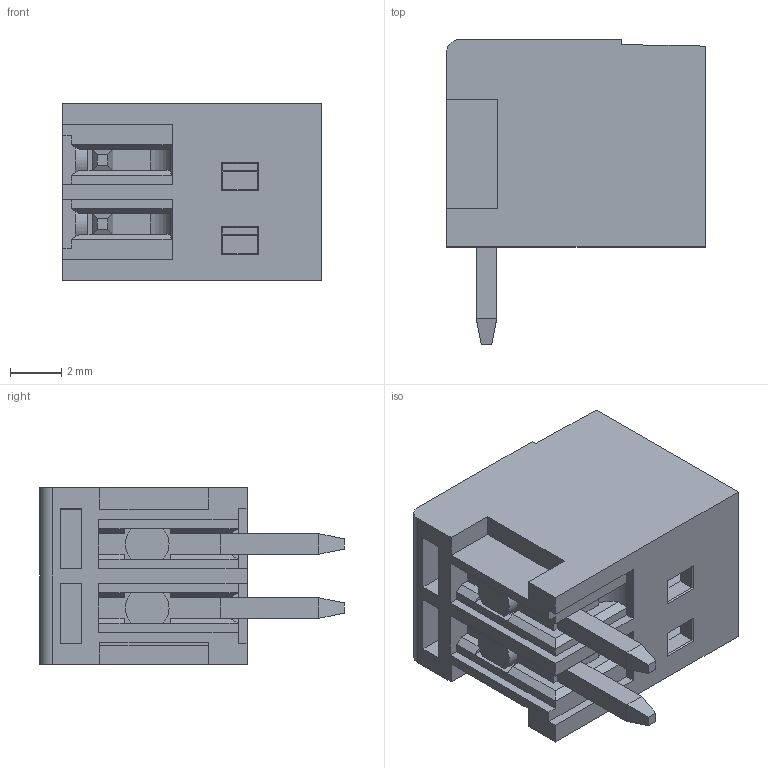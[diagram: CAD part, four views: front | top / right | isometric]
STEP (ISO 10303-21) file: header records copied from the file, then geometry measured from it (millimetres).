
FILE_DESCRIPTION((''),'2;1');
FILE_NAME('TLPHC-006R-17P','2024-09-18T',('sheji'),(''),'PRO/ENGINEER BY PARAMETRIC TECHNOLOGY CORPORATION, 2015240','PRO/ENGINEER BY PARAMETRIC TECHNOLOGY CORPORATION, 2015240','');
FILE_SCHEMA(('CONFIG_CONTROL_DESIGN'));
Length unit declared in the file: millimetre
Products named in the file (1): TLPHC-006R-17P
Bounding box: 10.1 x 11.9 x 6.9 mm (x, y, z)
Volume: 342.7 mm3; surface area: 739.5 mm2
Topology: 1 solids, 1 shells, 247 faces, 652 edges, 414 vertices
Faces by surface type: plane 222, cylinder 17, cone 8
Entity records: 7494 total; most frequent: CARTESIAN_POINT 1333, ORIENTED_EDGE 1304, DIRECTION 1190, EDGE_CURVE 652, VECTOR 596, LINE 596, VERTEX_POINT 414, AXIS2_PLACEMENT_3D 297
